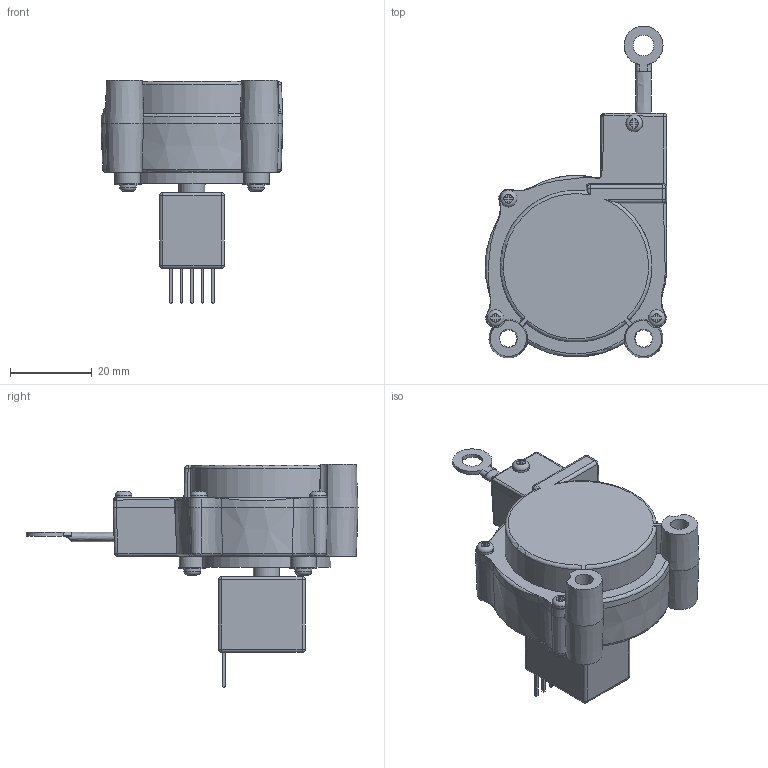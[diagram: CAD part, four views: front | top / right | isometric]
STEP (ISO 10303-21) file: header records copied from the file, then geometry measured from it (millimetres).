
FILE_DESCRIPTION((''),'2;1');
FILE_NAME('LX-EP-20-40.stp','2014-02-25T14:15:53',('jason'),(''),'Autodesk Inventor 2011','Autodesk Inventor 2011','');
FILE_SCHEMA(('AUTOMOTIVE_DESIGN { 1 0 10303 214 1 1 1 1 }'));
Length unit declared in the file: inch
Products named in the file (1): LX-EP-20-40
Bounding box: 44.44 x 81.15 x 54.61 mm (x, y, z)
Volume: 47272.1 mm3; surface area: 11910.6 mm2
Topology: 1 solids, 1 shells, 362 faces, 939 edges, 579 vertices
Faces by surface type: plane 208, cylinder 56, bspline 33, cone 28, torus 24, sphere 13
Full cylindrical faces by diameter (mm): 4.089 x7, 4.216 x2, 4.385 x2, 5.08 x1, 6.35 x1, 6.604 x3
Entity records: 18269 total; most frequent: CARTESIAN_POINT 9725, ORIENTED_EDGE 1780, DIRECTION 1751, EDGE_CURVE 890, AXIS2_PLACEMENT_3D 655, VERTEX_POINT 569, VECTOR 441, LINE 441
